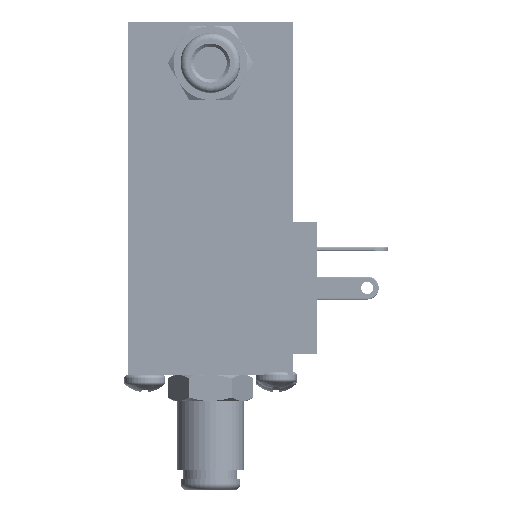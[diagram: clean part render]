
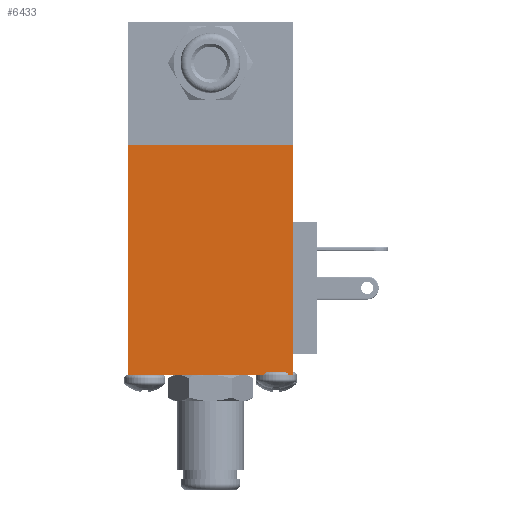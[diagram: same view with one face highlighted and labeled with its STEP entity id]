
A CAD part, left-side view. The second image highlights one B-rep face of the part: STEP entity #6433.
In plain terms, the highlighted planar face has unit normal (-1, 0, 0).
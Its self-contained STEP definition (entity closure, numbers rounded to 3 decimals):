
#153=PLANE('',#6959);
#620=FACE_OUTER_BOUND('',#1003,.T.);
#1003=EDGE_LOOP('',(#5294,#5295,#5296,#5297));
#2006=LINE('',#23513,#2334);
#2009=LINE('',#23519,#2337);
#2010=LINE('',#23521,#2338);
#2011=LINE('',#23522,#2339);
#2334=VECTOR('',#8108,10.);
#2337=VECTOR('',#8113,10.);
#2338=VECTOR('',#8114,10.);
#2339=VECTOR('',#8115,10.);
#2855=VERTEX_POINT('',#23509);
#2857=VERTEX_POINT('',#23512);
#2859=VERTEX_POINT('',#23518);
#2860=VERTEX_POINT('',#23520);
#3713=EDGE_CURVE('',#2857,#2855,#2006,.T.);
#3716=EDGE_CURVE('',#2855,#2859,#2009,.T.);
#3717=EDGE_CURVE('',#2860,#2859,#2010,.T.);
#3718=EDGE_CURVE('',#2857,#2860,#2011,.T.);
#5294=ORIENTED_EDGE('',*,*,#3713,.T.);
#5295=ORIENTED_EDGE('',*,*,#3716,.T.);
#5296=ORIENTED_EDGE('',*,*,#3717,.F.);
#5297=ORIENTED_EDGE('',*,*,#3718,.F.);
#6433=ADVANCED_FACE('',(#620),#153,.T.);
#6959=AXIS2_PLACEMENT_3D('',#23517,#8111,#8112);
#8108=DIRECTION('',(0.,0.,1.));
#8111=DIRECTION('center_axis',(-1.,0.,0.));
#8112=DIRECTION('ref_axis',(0.,0.,1.));
#8113=DIRECTION('',(0.,1.,0.));
#8114=DIRECTION('',(0.,0.,1.));
#8115=DIRECTION('',(0.,1.,0.));
#23509=CARTESIAN_POINT('',(-10.,3.,17.4));
#23512=CARTESIAN_POINT('',(-10.,3.,-10.6));
#23513=CARTESIAN_POINT('',(-10.,3.,-3.6));
#23517=CARTESIAN_POINT('Origin',(-10.,0.,-10.6));
#23518=CARTESIAN_POINT('',(-10.,23.,17.4));
#23519=CARTESIAN_POINT('',(-10.,0.,17.4));
#23520=CARTESIAN_POINT('',(-10.,23.,-10.6));
#23521=CARTESIAN_POINT('',(-10.,23.,17.4));
#23522=CARTESIAN_POINT('',(-10.,0.,-10.6));
